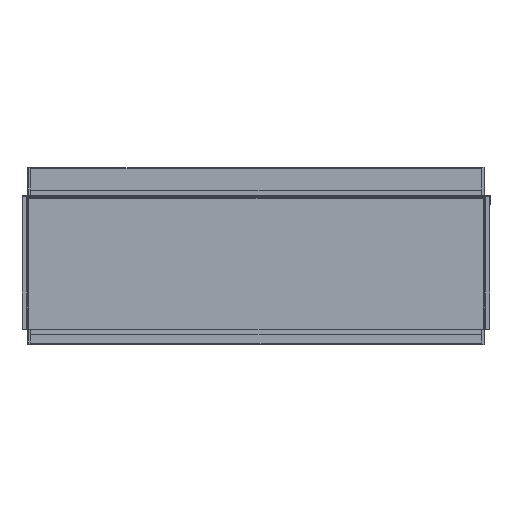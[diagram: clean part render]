
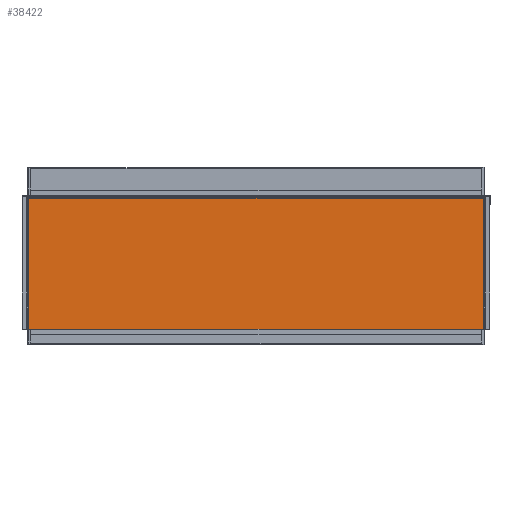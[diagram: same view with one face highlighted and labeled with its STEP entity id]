
A CAD part, top view. The second image highlights one B-rep face of the part: STEP entity #38422.
In plain terms, the highlighted planar face has unit normal (0, 0, 1).
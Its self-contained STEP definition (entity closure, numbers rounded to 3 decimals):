
#2028 = VECTOR ( 'NONE', #27076, 1000. ) ;
#2645 = VECTOR ( 'NONE', #29118, 1000. ) ;
#2955 = VECTOR ( 'NONE', #18922, 1000. ) ;
#4145 = CARTESIAN_POINT ( 'NONE',  ( -192.697, 1303.35, 993.342 ) ) ;
#5157 = CARTESIAN_POINT ( 'NONE',  ( -192.697, 848.15, 993.342 ) ) ;
#7840 = EDGE_CURVE ( 'NONE', #38062, #30163, #8229, .T. ) ;
#8229 = LINE ( 'NONE', #32086, #2645 ) ;
#8969 = CARTESIAN_POINT ( 'NONE',  ( -191.697, 848.15, 993.342 ) ) ;
#9286 = CARTESIAN_POINT ( 'NONE',  ( -191.697, 847.15, 993.342 ) ) ;
#9339 = FACE_OUTER_BOUND ( 'NONE', #31165, .T. ) ;
#10434 = ORIENTED_EDGE ( 'NONE', *, *, #7840, .T. ) ;
#11849 = DIRECTION ( 'NONE',  ( 0., 0., 1. ) ) ;
#12253 = PLANE ( 'NONE',  #12747 ) ;
#12747 = AXIS2_PLACEMENT_3D ( 'NONE', #9286, #11849, #15214 ) ;
#15214 = DIRECTION ( 'NONE',  ( 0., -1., 0. ) ) ;
#16975 = VECTOR ( 'NONE', #24212, 1000. ) ;
#17629 = EDGE_CURVE ( 'NONE', #34447, #38062, #18907, .T. ) ;
#18907 = LINE ( 'NONE', #33322, #16975 ) ;
#18922 = DIRECTION ( 'NONE',  ( 0., 1., 0. ) ) ;
#19289 = EDGE_CURVE ( 'NONE', #30163, #27097, #36327, .T. ) ;
#21922 = EDGE_CURVE ( 'NONE', #27097, #34447, #27786, .T. ) ;
#23782 = CARTESIAN_POINT ( 'NONE',  ( -1751.477, 1302.35, 993.342 ) ) ;
#23903 = ORIENTED_EDGE ( 'NONE', *, *, #17629, .T. ) ;
#24212 = DIRECTION ( 'NONE',  ( -1., 0., 0. ) ) ;
#27076 = DIRECTION ( 'NONE',  ( 1., 0., 0. ) ) ;
#27097 = VERTEX_POINT ( 'NONE', #5157 ) ;
#27786 = LINE ( 'NONE', #4145, #2955 ) ;
#29118 = DIRECTION ( 'NONE',  ( 0., -1., 0. ) ) ;
#30025 = ORIENTED_EDGE ( 'NONE', *, *, #19289, .T. ) ;
#30163 = VERTEX_POINT ( 'NONE', #34923 ) ;
#31165 = EDGE_LOOP ( 'NONE', ( #23903, #10434, #30025, #38203 ) ) ;
#32086 = CARTESIAN_POINT ( 'NONE',  ( -1751.477, 847.15, 993.342 ) ) ;
#33322 = CARTESIAN_POINT ( 'NONE',  ( -1752.477, 1302.35, 993.342 ) ) ;
#34447 = VERTEX_POINT ( 'NONE', #34531 ) ;
#34531 = CARTESIAN_POINT ( 'NONE',  ( -192.697, 1302.35, 993.342 ) ) ;
#34923 = CARTESIAN_POINT ( 'NONE',  ( -1751.477, 848.15, 993.342 ) ) ;
#36327 = LINE ( 'NONE', #8969, #2028 ) ;
#38062 = VERTEX_POINT ( 'NONE', #23782 ) ;
#38203 = ORIENTED_EDGE ( 'NONE', *, *, #21922, .T. ) ;
#38422 = ADVANCED_FACE ( 'Defeatured_13_10', ( #9339 ), #12253, .T. ) ;
